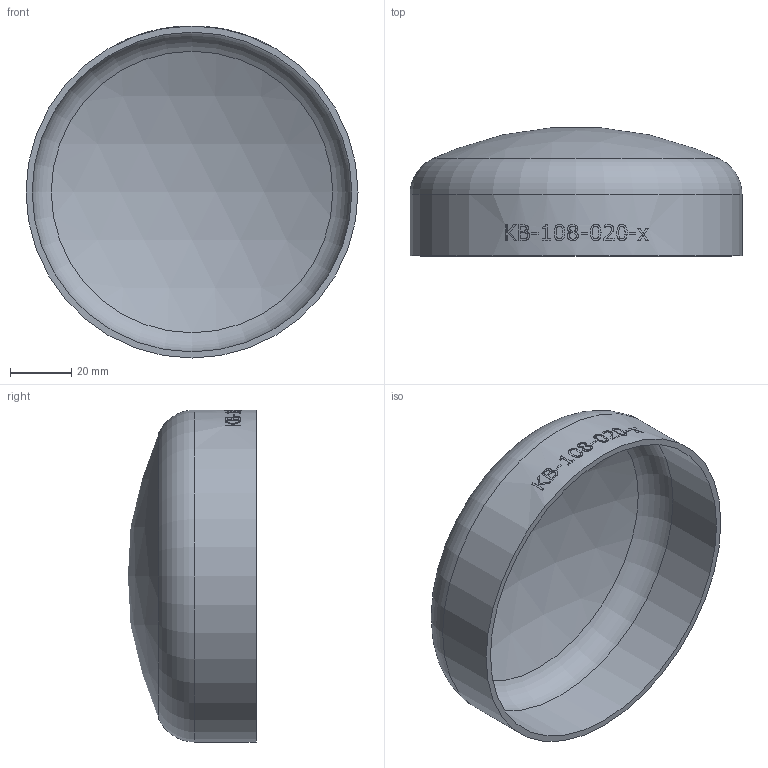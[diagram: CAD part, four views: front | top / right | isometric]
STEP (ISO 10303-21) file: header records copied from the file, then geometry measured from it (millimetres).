
FILE_DESCRIPTION (( 'STEP AP214' ), '1' );
FILE_NAME ('KB-108-020-x Klöpperboden 2003.STEP', '2020-03-25T16:58:18', ( '' ), ( '' ), 'SwSTEP 2.0', 'SolidWorks 2016', '' );
FILE_SCHEMA (( 'AUTOMOTIVE_DESIGN' ));
Length unit declared in the file: millimetre
Products named in the file (1): KB-108-020-x Klöpperboden 2003
Bounding box: 108 x 41.67 x 108 mm (x, y, z)
Volume: 35839.3 mm3; surface area: 36586.7 mm2
Topology: 1 solids, 1 shells, 169 faces, 439 edges, 292 vertices
Faces by surface type: bspline 92, plane 52, cylinder 21, torus 2, sphere 2
Full cylindrical faces by diameter (mm): 104 x1, 108 x1
Entity records: 21807 total; most frequent: CARTESIAN_POINT 16726, ORIENTED_EDGE 870, EDGE_CURVE 435, DIRECTION 361, B_SPLINE_CURVE_WITH_KNOTS 292, VERTEX_POINT 292, EDGE_LOOP 193, FACE_OUTER_BOUND 173
